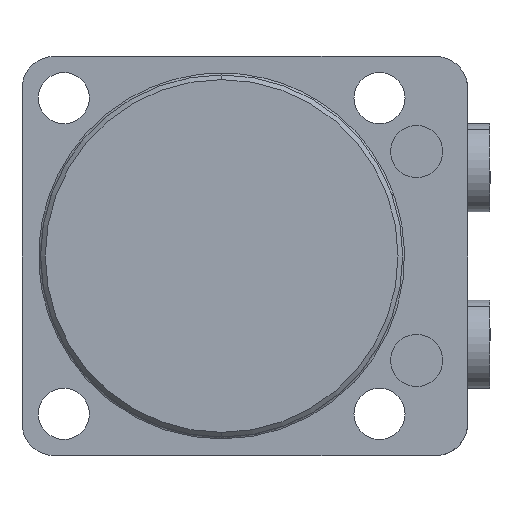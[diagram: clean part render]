
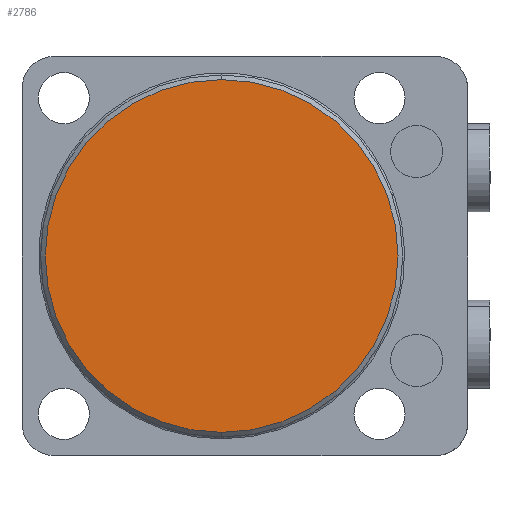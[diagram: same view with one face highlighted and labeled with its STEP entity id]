
A CAD part, front view. The second image highlights one B-rep face of the part: STEP entity #2786.
In plain terms, the highlighted planar face has unit normal (0, -1, 0).
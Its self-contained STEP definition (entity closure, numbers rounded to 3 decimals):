
#66 = AXIS2_PLACEMENT_3D ( 'NONE', #2708, #2707, #2706 ) ;
#105 = EDGE_CURVE ( 'NONE', #3375, #1652, #1273, .T. ) ;
#347 = AXIS2_PLACEMENT_3D ( 'NONE', #1846, #1841, #1840 ) ;
#482 = CARTESIAN_POINT ( 'NONE',  ( 0., -59., 38. ) ) ;
#1273 = CIRCLE ( 'NONE', #66, 38. ) ;
#1314 = EDGE_LOOP ( 'NONE', ( #3416, #3415 ) ) ;
#1652 = VERTEX_POINT ( 'NONE', #1941 ) ;
#1840 = DIRECTION ( 'NONE',  ( 0., 0., -1. ) ) ;
#1841 = DIRECTION ( 'NONE',  ( 0., -1., 0. ) ) ;
#1844 = PLANE ( 'NONE',  #347 ) ;
#1846 = CARTESIAN_POINT ( 'NONE',  ( 0., -59., 0. ) ) ;
#1941 = CARTESIAN_POINT ( 'NONE',  ( 0., -59., -38. ) ) ;
#2104 = AXIS2_PLACEMENT_3D ( 'NONE', #3240, #3238, #3237 ) ;
#2706 = DIRECTION ( 'NONE',  ( 0., 0., 1. ) ) ;
#2707 = DIRECTION ( 'NONE',  ( 0., 1., 0. ) ) ;
#2708 = CARTESIAN_POINT ( 'NONE',  ( 0., -59., 0. ) ) ;
#2786 = ADVANCED_FACE ( 'NONE', ( #2908 ), #1844, .T. ) ;
#2908 = FACE_OUTER_BOUND ( 'NONE', #1314, .T. ) ;
#3237 = DIRECTION ( 'NONE',  ( 0., 0., 1. ) ) ;
#3238 = DIRECTION ( 'NONE',  ( 0., 1., 0. ) ) ;
#3240 = CARTESIAN_POINT ( 'NONE',  ( 0., -59., 0. ) ) ;
#3271 = EDGE_CURVE ( 'NONE', #1652, #3375, #4205, .T. ) ;
#3375 = VERTEX_POINT ( 'NONE', #482 ) ;
#3415 = ORIENTED_EDGE ( 'NONE', *, *, #3271, .F. ) ;
#3416 = ORIENTED_EDGE ( 'NONE', *, *, #105, .F. ) ;
#4205 = CIRCLE ( 'NONE', #2104, 38. ) ;
